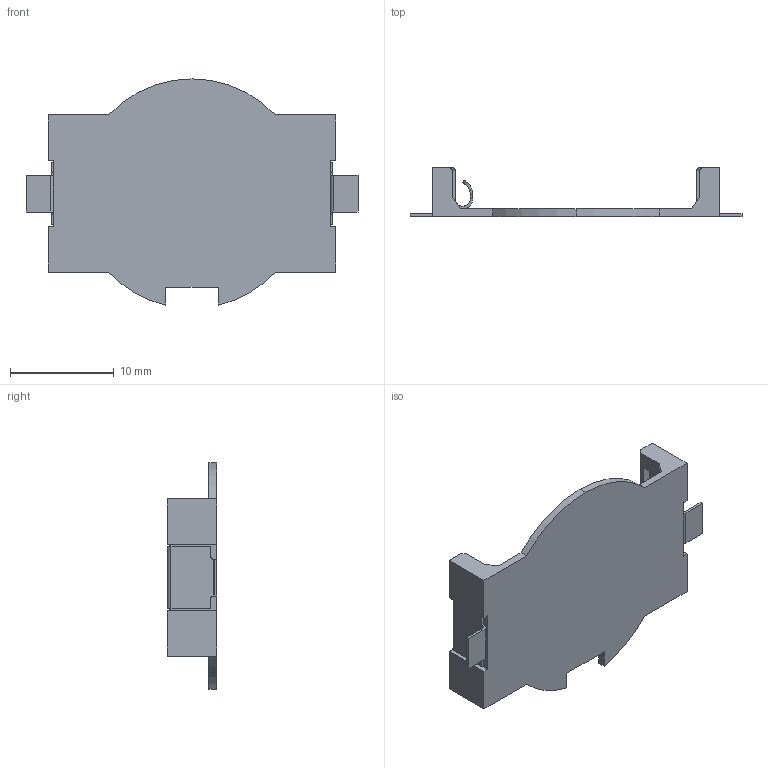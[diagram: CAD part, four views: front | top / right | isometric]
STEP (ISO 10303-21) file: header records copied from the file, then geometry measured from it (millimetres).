
FILE_DESCRIPTION (( 'STEP AP214' ), '1' );
FILE_NAME ('BHSD-2032-SM.STEP', '2024-07-02T21:41:29', ( '' ), ( '' ), 'SwSTEP 2.0', 'SolidWorks 2021', '' );
FILE_SCHEMA (( 'AUTOMOTIVE_DESIGN' ));
Length unit declared in the file: millimetre
Products named in the file (1): BHSD-2032-SM
Bounding box: 32 x 4.75 x 21.8 mm (x, y, z)
Volume: 568.3 mm3; surface area: 1704.9 mm2
Topology: 3 solids, 3 shells, 196 faces, 508 edges, 314 vertices
Faces by surface type: plane 140, cylinder 48, torus 4, sphere 4
Entity records: 5952 total; most frequent: CARTESIAN_POINT 1105, ORIENTED_EDGE 1000, DIRECTION 998, EDGE_CURVE 500, LINE 368, VECTOR 368, AXIS2_PLACEMENT_3D 315, VERTEX_POINT 310
